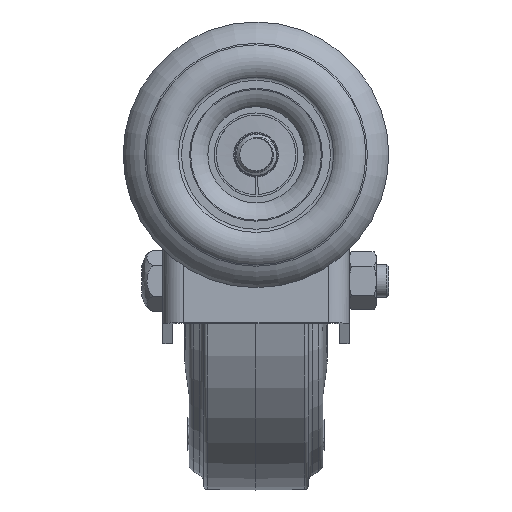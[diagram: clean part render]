
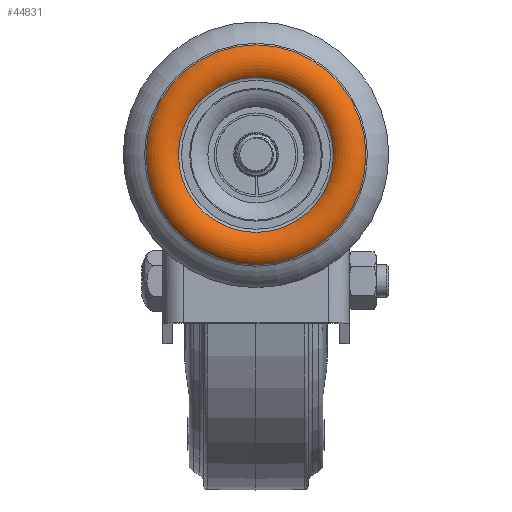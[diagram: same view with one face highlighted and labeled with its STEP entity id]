
A CAD part, top view. The second image highlights one B-rep face of the part: STEP entity #44831.
In plain terms, the highlighted toroidal (fillet/blend) face has major radius 22.33 mm and minor radius 5.082 mm.
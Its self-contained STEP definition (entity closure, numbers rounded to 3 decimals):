
#11533=TOROIDAL_SURFACE('',#47743,22.33,5.082);
#12019=FACE_OUTER_BOUND('',#14698,.T.);
#14698=EDGE_LOOP('',(#30919,#30920,#30921,#30922));
#17630=CIRCLE('',#47741,26.265);
#17632=CIRCLE('',#47744,18.547);
#17633=CIRCLE('',#47745,5.082);
#19332=VERTEX_POINT('',#63667);
#19333=VERTEX_POINT('',#63671);
#23845=EDGE_CURVE('',#19332,#19332,#17630,.T.);
#23847=EDGE_CURVE('',#19333,#19333,#17632,.T.);
#23848=EDGE_CURVE('',#19333,#19332,#17633,.T.);
#30919=ORIENTED_EDGE('',*,*,#23847,.F.);
#30920=ORIENTED_EDGE('',*,*,#23848,.T.);
#30921=ORIENTED_EDGE('',*,*,#23845,.T.);
#30922=ORIENTED_EDGE('',*,*,#23848,.F.);
#44831=ADVANCED_FACE('',(#12019),#11533,.T.);
#47741=AXIS2_PLACEMENT_3D('',#63668,#51972,#51973);
#47743=AXIS2_PLACEMENT_3D('',#63670,#51976,#51977);
#47744=AXIS2_PLACEMENT_3D('',#63672,#51978,#51979);
#47745=AXIS2_PLACEMENT_3D('',#63673,#51980,#51981);
#51972=DIRECTION('center_axis',(0.,1.,0.));
#51973=DIRECTION('ref_axis',(0.,0.,1.));
#51976=DIRECTION('center_axis',(0.,1.,0.));
#51977=DIRECTION('ref_axis',(0.,0.,1.));
#51978=DIRECTION('center_axis',(0.,1.,0.));
#51979=DIRECTION('ref_axis',(0.,0.,1.));
#51980=DIRECTION('center_axis',(-1.,0.,0.));
#51981=DIRECTION('ref_axis',(0.,0.,-1.));
#63667=CARTESIAN_POINT('',(0.,62.774,-59.265));
#63668=CARTESIAN_POINT('Origin',(0.,62.774,-33.));
#63670=CARTESIAN_POINT('Origin',(0.,59.559,-33.));
#63671=CARTESIAN_POINT('',(0.,62.952,-51.547));
#63672=CARTESIAN_POINT('Origin',(0.,62.952,-33.));
#63673=CARTESIAN_POINT('Origin',(0.,59.559,
-55.33));
